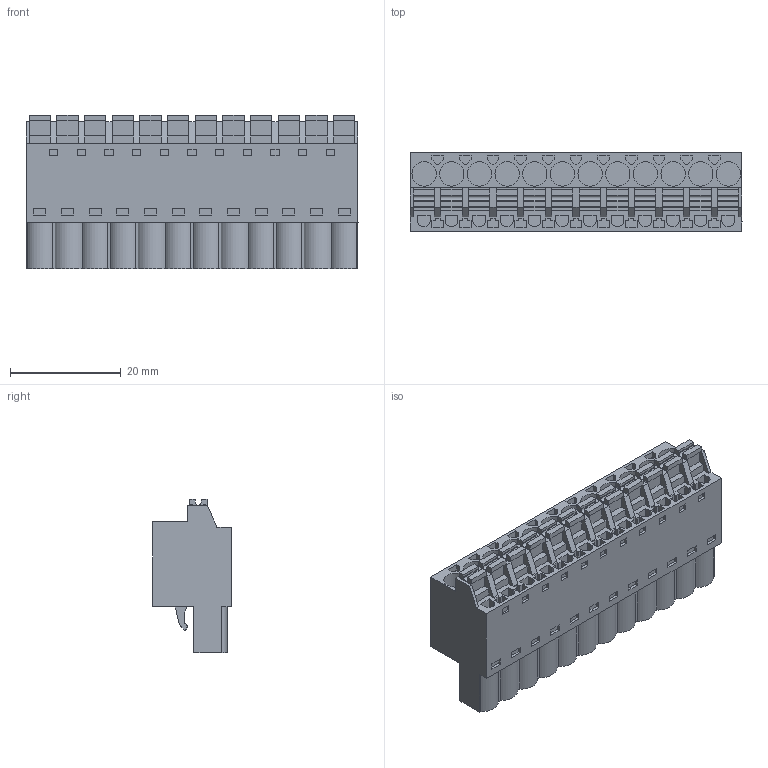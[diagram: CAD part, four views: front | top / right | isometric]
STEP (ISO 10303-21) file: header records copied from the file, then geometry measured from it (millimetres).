
FILE_DESCRIPTION(('CATIA V5 STEP Exchange','CAx-IF Rec.Pracs.--- Model Styling and Organization---1.2---2011-12-15'),'2;1');
FILE_NAME ('D1446755_0_1017780000_1017780000.stp','2017-04-27T12:02:18+00:00',('none'),('Weidmueller'),'CATIA Version 5-6 Release 2014','CATIA V5 STEP AP214','none');
FILE_SCHEMA(('AUTOMOTIVE_DESIGN { 1 0 10303 214 1 1 1 1 }'));
Length unit declared in the file: millimetre
Products named in the file (1): 1017780000
Bounding box: 60 x 14.2 x 27.73 mm (x, y, z)
Volume: 15042.6 mm3; surface area: 8081.4 mm2
Topology: 13 solids, 13 shells, 999 faces, 2911 edges, 2033 vertices
Faces by surface type: plane 907, cylinder 88, extrusion 4
Entity records: 32216 total; most frequent: CARTESIAN_POINT 5876, ORIENTED_EDGE 5822, DIRECTION 4173, EDGE_CURVE 2911, VECTOR 2708, LINE 2704, VERTEX_POINT 2033, EDGE_LOOP 1116
